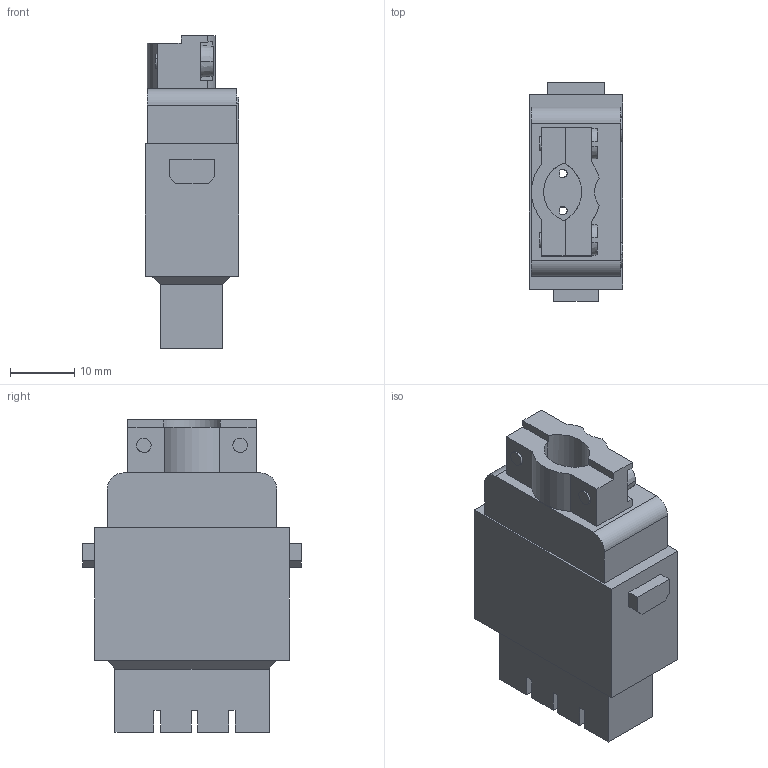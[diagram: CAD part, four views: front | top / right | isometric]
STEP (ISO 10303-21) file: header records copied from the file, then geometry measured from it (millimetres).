
FILE_DESCRIPTION(('CATIA V5 STEP Exchange','CAx-IF Rec.Pracs.--- Model Styling and Organization---1.4--- 2014-01-23'),'2;1');
FILE_NAME ('1255390-1_1', '2021-01-28T14:36:49+00:00', ('none'), ('Weidmueller'), 'CATIA Version 5-6 Release 2016 SP3 HF44', 'CATIA V5 STEP AP214', 'none');
FILE_SCHEMA(('AUTOMOTIVE_DESIGN { 1 0 10303 214 1 1 1 1 }'));
Length unit declared in the file: millimetre
Products named in the file (1): 2748530000
Bounding box: 14.6 x 34.1 x 48.7 mm (x, y, z)
Volume: 15059.5 mm3; surface area: 9074.1 mm2
Topology: 6 solids, 6 shells, 245 faces, 657 edges, 437 vertices
Faces by surface type: plane 191, cylinder 34, extrusion 16, cone 4
Entity records: 7984 total; most frequent: CARTESIAN_POINT 2087, ORIENTED_EDGE 1314, DIRECTION 969, EDGE_CURVE 657, VECTOR 542, LINE 526, VERTEX_POINT 437, EDGE_LOOP 280
